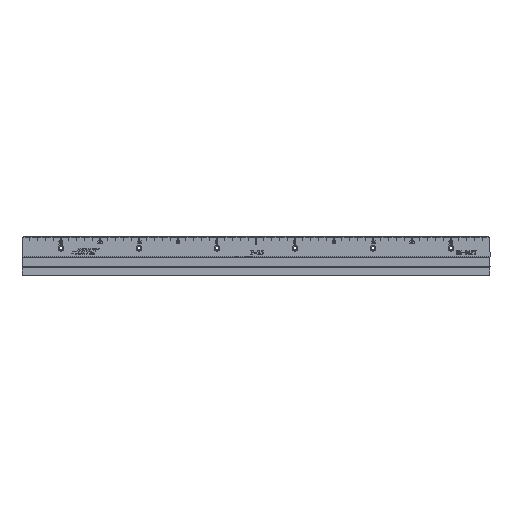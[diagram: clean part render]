
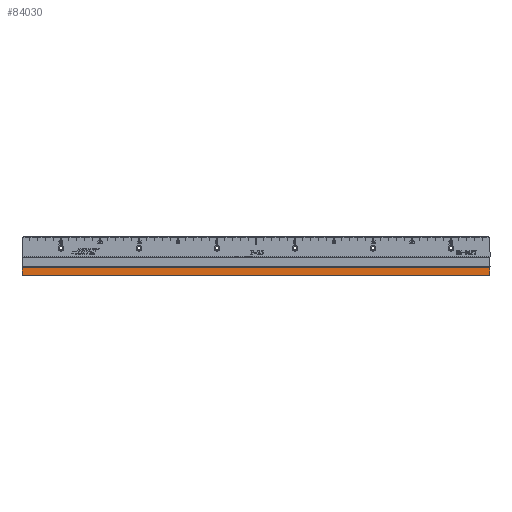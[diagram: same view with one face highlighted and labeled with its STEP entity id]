
A CAD part, front view. The second image highlights one B-rep face of the part: STEP entity #84030.
In plain terms, the highlighted planar face has unit normal (0, -1, 0).
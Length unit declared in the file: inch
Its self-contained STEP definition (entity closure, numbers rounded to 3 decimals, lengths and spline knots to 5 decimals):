
#5240 = ORIENTED_EDGE ( 'NONE', *, *, #35261, .F. ) ;
#6208 = CARTESIAN_POINT ( 'NONE',  ( 11.81102, -0.98425, -1.9685 ) ) ;
#8103 = VERTEX_POINT ( 'NONE', #66691 ) ;
#8775 = VECTOR ( 'NONE', #81943, 39.37008 ) ;
#10481 = CARTESIAN_POINT ( 'NONE',  ( -11.81102, -0.98425, -1.9685 ) ) ;
#13996 = EDGE_LOOP ( 'NONE', ( #41237, #17465, #5240, #27362 ) ) ;
#16144 = LINE ( 'NONE', #6208, #18244 ) ;
#17465 = ORIENTED_EDGE ( 'NONE', *, *, #55482, .F. ) ;
#17971 = DIRECTION ( 'NONE',  ( -1., 0., 0. ) ) ;
#18244 = VECTOR ( 'NONE', #93303, 39.37008 ) ;
#26668 = LINE ( 'NONE', #10481, #8775 ) ;
#27362 = ORIENTED_EDGE ( 'NONE', *, *, #81994, .F. ) ;
#27451 = VECTOR ( 'NONE', #37655, 39.37008 ) ;
#28599 = DIRECTION ( 'NONE',  ( 0., 0., 1. ) ) ;
#29616 = LINE ( 'NONE', #61924, #56610 ) ;
#33616 = DIRECTION ( 'NONE',  ( 0., 1., 0. ) ) ;
#35261 = EDGE_CURVE ( 'NONE', #8103, #76963, #26668, .T. ) ;
#37655 = DIRECTION ( 'NONE',  ( 1., 0., 0. ) ) ;
#41237 = ORIENTED_EDGE ( 'NONE', *, *, #88197, .F. ) ;
#42119 = CARTESIAN_POINT ( 'NONE',  ( -11.81102, -0.98425, -1.9685 ) ) ;
#45471 = LINE ( 'NONE', #70457, #27451 ) ;
#48234 = CARTESIAN_POINT ( 'NONE',  ( -11.81102, -0.98425, -1.9685 ) ) ;
#51881 = AXIS2_PLACEMENT_3D ( 'NONE', #48234, #33616, #17971 ) ;
#55482 = EDGE_CURVE ( 'NONE', #76963, #88178, #29616, .T. ) ;
#56050 = PLANE ( 'NONE',  #51881 ) ;
#56610 = VECTOR ( 'NONE', #28599, 39.37008 ) ;
#57068 = FACE_OUTER_BOUND ( 'NONE', #13996, .T. ) ;
#61924 = CARTESIAN_POINT ( 'NONE',  ( -11.81102, -0.98425, 0. ) ) ;
#62276 = CARTESIAN_POINT ( 'NONE',  ( 11.81102, -0.98425, -1.5748 ) ) ;
#66691 = CARTESIAN_POINT ( 'NONE',  ( 11.81102, -0.98425, -1.9685 ) ) ;
#69444 = VERTEX_POINT ( 'NONE', #62276 ) ;
#70457 = CARTESIAN_POINT ( 'NONE',  ( -11.81102, -0.98425, -1.5748 ) ) ;
#76963 = VERTEX_POINT ( 'NONE', #42119 ) ;
#81943 = DIRECTION ( 'NONE',  ( -1., 0., 0. ) ) ;
#81994 = EDGE_CURVE ( 'NONE', #69444, #8103, #16144, .T. ) ;
#84030 = ADVANCED_FACE ( 'NONE', ( #57068 ), #56050, .F. ) ;
#88178 = VERTEX_POINT ( 'NONE', #101240 ) ;
#88197 = EDGE_CURVE ( 'NONE', #88178, #69444, #45471, .T. ) ;
#93303 = DIRECTION ( 'NONE',  ( 0., 0., -1. ) ) ;
#101240 = CARTESIAN_POINT ( 'NONE',  ( -11.81102, -0.98425, -1.5748 ) ) ;
